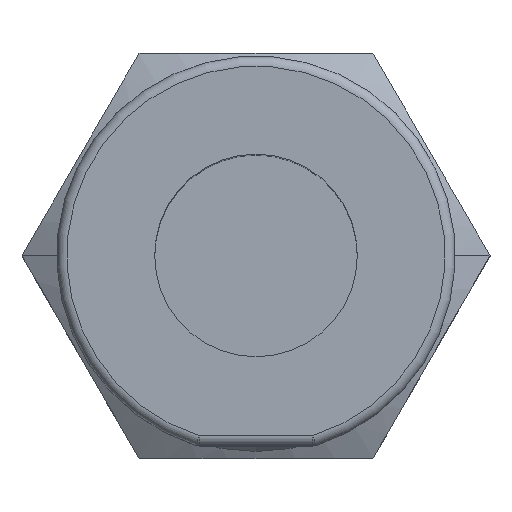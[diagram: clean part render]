
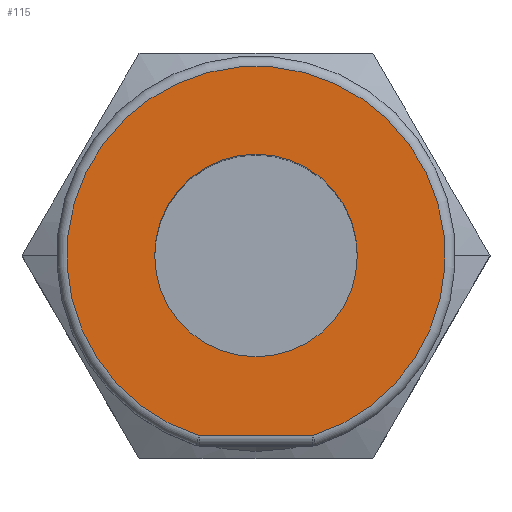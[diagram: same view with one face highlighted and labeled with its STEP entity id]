
A CAD part, top view. The second image highlights one B-rep face of the part: STEP entity #115.
In plain terms, the highlighted planar face has unit normal (0, 0, 1).
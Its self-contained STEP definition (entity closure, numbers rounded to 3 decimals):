
#55=FACE_BOUND('',#704,.T.);
#70=CIRCLE('',#951,5.6);
#71=CIRCLE('',#952,3.);
#72=CIRCLE('',#953,3.);
#115=ADVANCED_FACE('SSPC6-01_',(#167,#55),#756,.T.);
#167=FACE_OUTER_BOUND('',#703,.T.);
#215=VECTOR('',#1027,3.373);
#253=LINE('',#841,#215);
#322=ORIENTED_EDGE('',*,*,#532,.T.);
#323=ORIENTED_EDGE('',*,*,#533,.T.);
#324=ORIENTED_EDGE('',*,*,#534,.T.);
#325=ORIENTED_EDGE('',*,*,#535,.F.);
#532=EDGE_CURVE('19',#654,#655,#70,.T.);
#533=EDGE_CURVE('20',#655,#654,#253,.T.);
#534=EDGE_CURVE('107',#656,#657,#71,.T.);
#535=EDGE_CURVE('105',#656,#657,#72,.T.);
#654=VERTEX_POINT('27',#840);
#655=VERTEX_POINT('28',#841);
#656=VERTEX_POINT('58',#843);
#657=VERTEX_POINT('62',#844);
#703=EDGE_LOOP('',(#322,#323));
#704=EDGE_LOOP('',(#324,#325));
#756=PLANE('',#950);
#839=CARTESIAN_POINT('',(6.202,6.141,21.85));
#840=CARTESIAN_POINT('',(1.687,-5.34,21.85));
#841=CARTESIAN_POINT('',(-1.687,-5.34,21.85));
#842=CARTESIAN_POINT('',(0.,0.,21.85));
#843=CARTESIAN_POINT('',(0.,3.,21.85));
#844=CARTESIAN_POINT('',(0.,-3.,21.85));
#950=AXIS2_PLACEMENT_3D('',#839,#1026,#1035);
#951=AXIS2_PLACEMENT_3D('',#842,#1026,#1036);
#952=AXIS2_PLACEMENT_3D('',#842,#1029,#1028);
#953=AXIS2_PLACEMENT_3D('',#842,#1026,#1028);
#1026=DIRECTION('',(0.,0.,1.));
#1027=DIRECTION('',(1.,0.,0.));
#1028=DIRECTION('',(0.,1.,0.));
#1029=DIRECTION('',(0.,0.,-1.));
#1035=DIRECTION('',(-1.,0.,0.));
#1036=DIRECTION('',(0.301,-0.954,0.));
